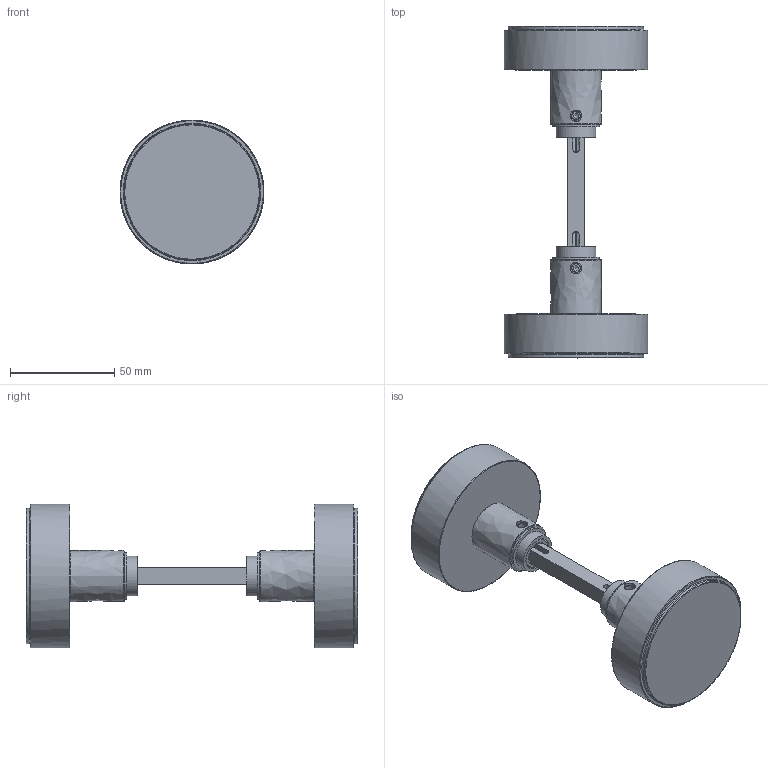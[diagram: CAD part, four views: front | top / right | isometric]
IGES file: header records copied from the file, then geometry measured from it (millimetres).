
Global section: file name: P8065-C; native system: Autodesk Inventor 2018; preprocessor: unknown; author: aprice; date: 20180430.103723; units: millimetre
Bounding box: 69 x 159 x 68.97 mm (x, y, z)
Volume: 183662.2 mm3; surface area: 40766.4 mm2
Topology: 13 solids, 13 shells, 220 faces, 596 edges, 416 vertices
Faces by surface type: bspline 220
